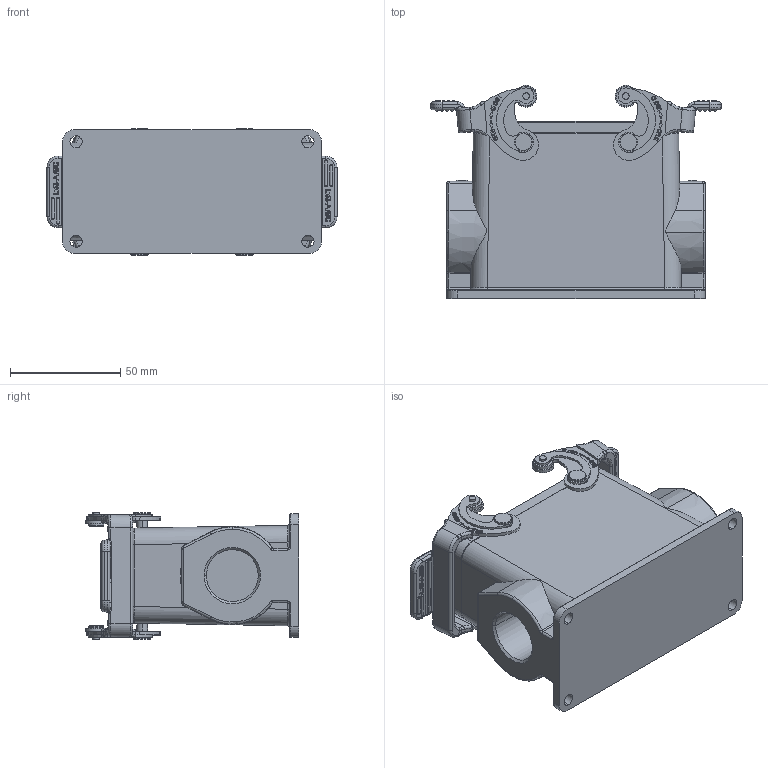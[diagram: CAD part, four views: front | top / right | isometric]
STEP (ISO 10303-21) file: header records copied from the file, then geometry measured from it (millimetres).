
FILE_DESCRIPTION((''),'2;1');
FILE_NAME('3D_1110162415004_H16B-SFH-2L_SC','2024-11-04T',('13843'),(''),'PRO/ENGINEER BY PARAMETRIC TECHNOLOGY CORPORATION, 2012480','PRO/ENGINEER BY PARAMETRIC TECHNOLOGY CORPORATION, 2012480','');
FILE_SCHEMA(('CONFIG_CONTROL_DESIGN','GEOMETRIC_VALIDATION_PROPERTIES_MIM'));
Products named in the file (1): 3D_1110162415004_H16B-SFH-2L_SC
Bounding box: 131.4 x 96.5 x 57.5 mm (x, y, z)
Volume: 182415.5 mm3; surface area: 68595.3 mm2
Topology: 1 solids, 1 shells, 1482 faces, 3985 edges, 2636 vertices
Faces by surface type: plane 689, cylinder 377, extrusion 156, bspline 100, torus 82, cone 46, sphere 32
Entity records: 66704 total; most frequent: CARTESIAN_POINT 21814, ORIENTED_EDGE 7918, DIRECTION 7003, EDGE_CURVE 3959, VERTEX_POINT 2636, AXIS2_PLACEMENT_3D 2372, VECTOR 2259, LINE 2103
